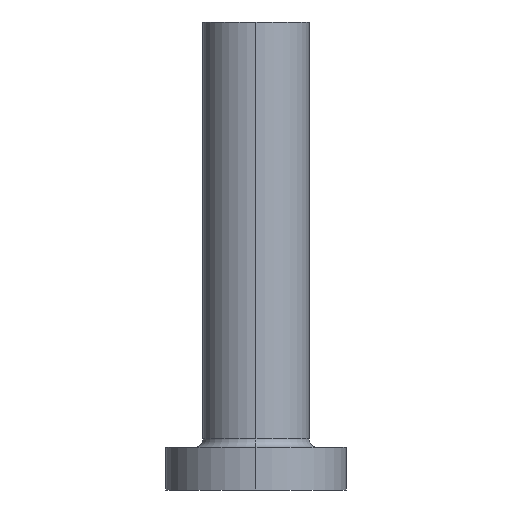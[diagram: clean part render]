
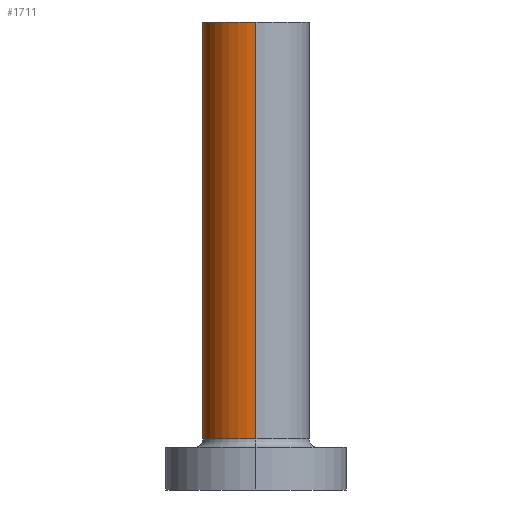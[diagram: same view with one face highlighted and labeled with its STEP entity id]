
A CAD part, left-side view. The second image highlights one B-rep face of the part: STEP entity #1711.
In plain terms, the highlighted cylindrical face has radius 12.5 mm (diameter 25 mm), a partial arc.
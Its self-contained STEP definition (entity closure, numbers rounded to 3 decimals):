
#29 = CIRCLE ( 'NONE', #704, 12.5 ) ;
#139 = CARTESIAN_POINT ( 'NONE',  ( 12.5, 0., 12. ) ) ;
#356 = CARTESIAN_POINT ( 'NONE',  ( -12.5, 0., 110. ) ) ;
#357 = CYLINDRICAL_SURFACE ( 'NONE', #1470, 12.5 ) ;
#375 = CARTESIAN_POINT ( 'NONE',  ( -12.5, 0., 110. ) ) ;
#377 = VERTEX_POINT ( 'NONE', #375 ) ;
#393 = VERTEX_POINT ( 'NONE', #940 ) ;
#477 = VERTEX_POINT ( 'NONE', #139 ) ;
#481 = DIRECTION ( 'NONE',  ( 0., 0., 1. ) ) ;
#490 = CARTESIAN_POINT ( 'NONE',  ( 0., 0., 110. ) ) ;
#523 = DIRECTION ( 'NONE',  ( 0., 0., -1. ) ) ;
#526 = LINE ( 'NONE', #356, #1235 ) ;
#530 = VECTOR ( 'NONE', #481, 1000. ) ;
#546 = EDGE_CURVE ( 'NONE', #477, #393, #1285, .T. ) ;
#688 = ORIENTED_EDGE ( 'NONE', *, *, #1792, .T. ) ;
#696 = ORIENTED_EDGE ( 'NONE', *, *, #1435, .T. ) ;
#704 = AXIS2_PLACEMENT_3D ( 'NONE', #490, #523, #1476 ) ;
#741 = CARTESIAN_POINT ( 'NONE',  ( 12.5, 0., 110. ) ) ;
#775 = ORIENTED_EDGE ( 'NONE', *, *, #1623, .T. ) ;
#909 = CARTESIAN_POINT ( 'NONE',  ( 0., 0., 12. ) ) ;
#919 = DIRECTION ( 'NONE',  ( 0., 0., 1. ) ) ;
#922 = ORIENTED_EDGE ( 'NONE', *, *, #546, .F. ) ;
#929 = DIRECTION ( 'NONE',  ( 1., 0., 0. ) ) ;
#940 = CARTESIAN_POINT ( 'NONE',  ( 12.5, 0., 110. ) ) ;
#1049 = EDGE_LOOP ( 'NONE', ( #688, #696, #775, #922 ) ) ;
#1088 = CIRCLE ( 'NONE', #1707, 12.5 ) ;
#1235 = VECTOR ( 'NONE', #919, 1000. ) ;
#1285 = LINE ( 'NONE', #741, #530 ) ;
#1333 = DIRECTION ( 'NONE',  ( 0., 0., 1. ) ) ;
#1342 = DIRECTION ( 'NONE',  ( 1., 0., 0. ) ) ;
#1376 = VERTEX_POINT ( 'NONE', #1656 ) ;
#1391 = FACE_OUTER_BOUND ( 'NONE', #1049, .T. ) ;
#1435 = EDGE_CURVE ( 'NONE', #1376, #377, #526, .T. ) ;
#1470 = AXIS2_PLACEMENT_3D ( 'NONE', #1761, #1488, #929 ) ;
#1476 = DIRECTION ( 'NONE',  ( -1., 0., 0. ) ) ;
#1488 = DIRECTION ( 'NONE',  ( 0., 0., 1. ) ) ;
#1623 = EDGE_CURVE ( 'NONE', #377, #393, #29, .T. ) ;
#1656 = CARTESIAN_POINT ( 'NONE',  ( -12.5, 0., 12. ) ) ;
#1707 = AXIS2_PLACEMENT_3D ( 'NONE', #909, #1333, #1342 ) ;
#1711 = ADVANCED_FACE ( 'NONE', ( #1391 ), #357, .T. ) ;
#1761 = CARTESIAN_POINT ( 'NONE',  ( 0., 0., 110. ) ) ;
#1792 = EDGE_CURVE ( 'NONE', #477, #1376, #1088, .T. ) ;
